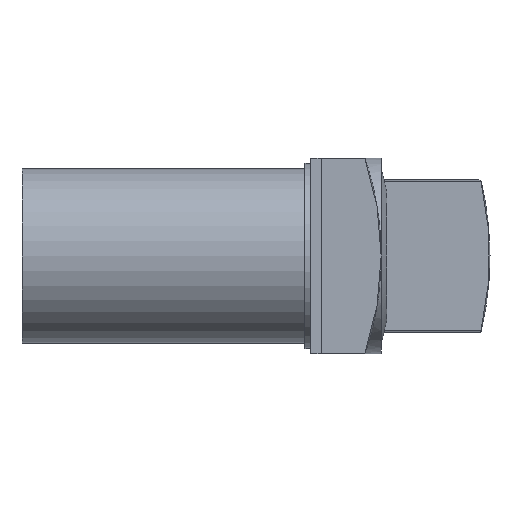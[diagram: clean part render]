
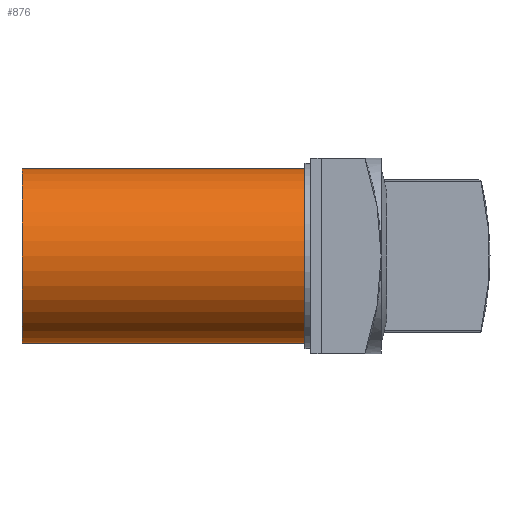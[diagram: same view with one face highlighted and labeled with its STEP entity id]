
A CAD part, left-side view. The second image highlights one B-rep face of the part: STEP entity #876.
In plain terms, the highlighted cylindrical face has radius 8 mm (diameter 16 mm), a partial arc.
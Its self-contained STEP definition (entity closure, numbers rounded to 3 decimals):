
#762=CARTESIAN_POINT('POINT38893',(0.,26.,-8.));
#763=VERTEX_POINT('VERTEX38893',#762);
#764=CARTESIAN_POINT('POINT38894',(0.,26.,
   8.));
#765=VERTEX_POINT('VERTEX38894',#764);
#766=CARTESIAN_POINT('POS64802',(0.,26.,
   0.));
#767=DIRECTION('DIR91588',(0.,-1.,
   0.));
#768=DIRECTION('DIR91589',(0.,0.,
   -1.));
#769=AXIS2_PLACEMENT_3D('AXIS26787',#766,#767,#768);
#770=CIRCLE('ELLIPSE9357',#769,8.);
#773=EDGE_CURVE('EDGE59422',#765,#763,#770,.T.);
#845=CARTESIAN_POINT('POINT38903',(0.,
   0.,-8.));
#846=VERTEX_POINT('VERTEX38903',#845);
#847=CARTESIAN_POINT('POS64809',(0.,13.,
   -8.));
#848=DIRECTION('DIR91598',(0.,-1.,
   0.));
#849=VECTOR('VEC38020',#848,1.);
#850=LINE('STRAIGHT38020',#847,#849);
#851=EDGE_CURVE('EDGE59431',#763,#846,#850,.T.);
#852=ORIENTED_EDGE('COEDGE119003',*,*,#851,.T.);
#853=CARTESIAN_POINT('POINT38904',(0.,
   0.,8.));
#854=VERTEX_POINT('VERTEX38904',#853);
#855=CARTESIAN_POINT('POS64810',(0.,0.,0.));
#856=DIRECTION('DIR91599',(0.,-1.,
   0.));
#857=DIRECTION('DIR91600',(0.,0.,
   -1.));
#858=AXIS2_PLACEMENT_3D('AXIS26790',#855,#856,#857);
#859=CIRCLE('ELLIPSE9358',#858,8.);
#860=EDGE_CURVE('EDGE59432',#854,#846,#859,.T.);
#861=ORIENTED_EDGE('COEDGE119004',*,*,#860,.F.);
#862=CARTESIAN_POINT('POS64811',(0.,13.,8.
   ));
#863=DIRECTION('DIR91601',(0.,1.,
   0.));
#864=VECTOR('VEC38021',#863,1.);
#865=LINE('STRAIGHT38021',#862,#864);
#866=EDGE_CURVE('EDGE59433',#854,#765,#865,.T.);
#867=ORIENTED_EDGE('COEDGE119005',*,*,#866,.T.);
#868=ORIENTED_EDGE('COEDGE119006',*,*,#773,.T.);
#869=EDGE_LOOP('NONE',(#852,#861,#867,#868));
#870=FACE_BOUND('LOOP1',#869,.T.);
#871=CARTESIAN_POINT('POS64812',(0.,13.,
   0.));
#872=DIRECTION('DIR91602',(0.,-1.,
   0.));
#873=DIRECTION('DIR91603',(0.,0.,
   -1.));
#874=AXIS2_PLACEMENT_3D('AXIS26791',#871,#872,#873);
#875=CYLINDRICAL_SURFACE('CONE_SURF4644',#874,8.);
#876=ADVANCED_FACE('FACE23372',(#870),#875,.T.);
